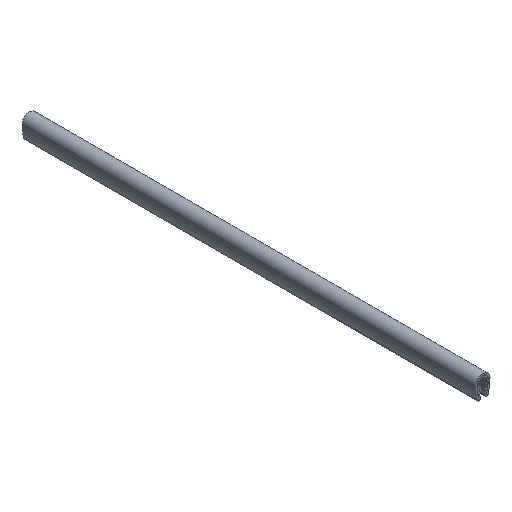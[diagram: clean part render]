
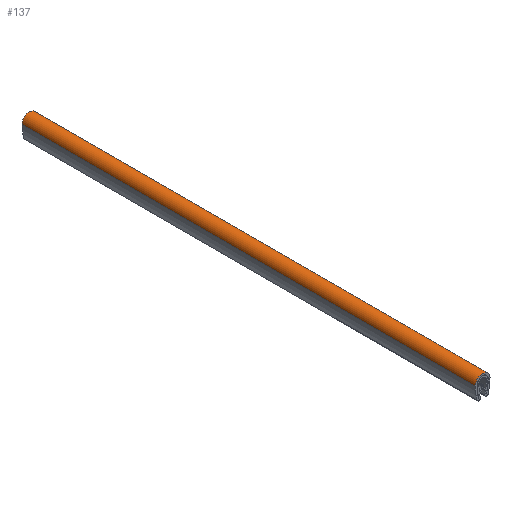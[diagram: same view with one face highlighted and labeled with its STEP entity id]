
A CAD part, isometric view. The second image highlights one B-rep face of the part: STEP entity #137.
In plain terms, the highlighted cylindrical face has radius 3.25 mm (diameter 6.5 mm), a partial arc.
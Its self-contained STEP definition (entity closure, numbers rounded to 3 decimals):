
#137=ADVANCED_FACE('',(#401),#400,.T.);
#400=CYLINDRICAL_SURFACE('',#640,3.25);
#401=FACE_OUTER_BOUND('',#641,.T.);
#637=CARTESIAN_POINT('',(0.,-5.125,-3.25));
#638=DIRECTION('',(0.,-1.,0.));
#639=DIRECTION('',(-0.009,0.,-1.));
#640=AXIS2_PLACEMENT_3D('',#637,#638,#639);
#641=EDGE_LOOP('',(#832,#833,#834,#835));
#832=ORIENTED_EDGE('',*,*,#895,.F.);
#833=ORIENTED_EDGE('',*,*,#937,.F.);
#834=ORIENTED_EDGE('',*,*,#916,.T.);
#835=ORIENTED_EDGE('',*,*,#955,.T.);
#895=EDGE_CURVE('',#1056,#1057,#1058,.T.);
#916=EDGE_CURVE('',#1201,#1202,#1203,.T.);
#937=EDGE_CURVE('',#1201,#1056,#1346,.T.);
#955=EDGE_CURVE('',#1202,#1057,#1454,.T.);
#1056=VERTEX_POINT('',#1669);
#1057=VERTEX_POINT('',#1670);
#1058=CIRCLE('',#1674,3.25);
#1201=VERTEX_POINT('',#1770);
#1202=VERTEX_POINT('',#1771);
#1203=CIRCLE('',#1775,3.25);
#1346=LINE('',#1871,#1872);
#1454=LINE('',#1925,#1926);
#1669=CARTESIAN_POINT('',(3.25,0.,-3.25));
#1670=CARTESIAN_POINT('',(-3.25,0.,-3.25));
#1671=CARTESIAN_POINT('',(0.,0.,-3.25));
#1672=DIRECTION('',(0.,-1.,0.));
#1673=DIRECTION('',(-1.,0.,0.));
#1674=AXIS2_PLACEMENT_3D('',#1671,#1672,#1673);
#1770=CARTESIAN_POINT('',(3.25,200.,-3.25));
#1771=CARTESIAN_POINT('',(-3.25,200.,-3.25));
#1772=CARTESIAN_POINT('',(0.,200.,-3.25));
#1773=DIRECTION('',(0.,-1.,0.));
#1774=DIRECTION('',(-1.,0.,0.));
#1775=AXIS2_PLACEMENT_3D('',#1772,#1773,#1774);
#1871=CARTESIAN_POINT('',(3.25,200.,-3.25));
#1872=VECTOR('',#1873,200.);
#1873=DIRECTION('',(0.,-1.,0.));
#1925=CARTESIAN_POINT('',(-3.25,200.,-3.25));
#1926=VECTOR('',#1927,200.);
#1927=DIRECTION('',(0.,-1.,0.));
